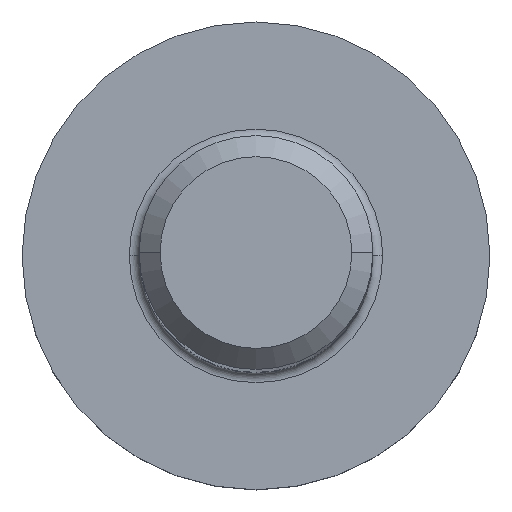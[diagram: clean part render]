
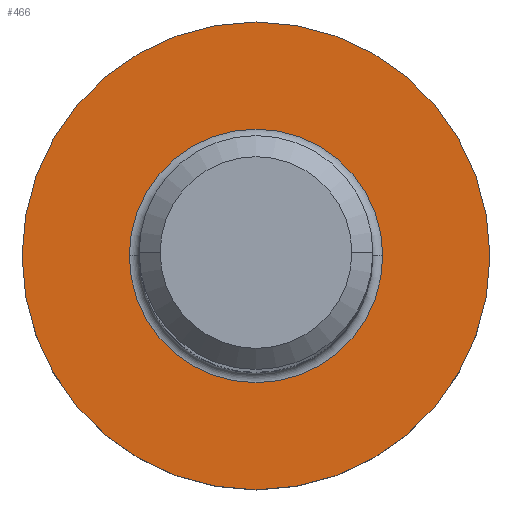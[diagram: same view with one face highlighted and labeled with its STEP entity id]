
A CAD part, top view. The second image highlights one B-rep face of the part: STEP entity #466.
In plain terms, the highlighted planar face has unit normal (0, 0, 1).
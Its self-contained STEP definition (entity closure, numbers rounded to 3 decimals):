
#58 = PLANE ( 'NONE',  #201 ) ;
#104 = DIRECTION ( 'NONE',  ( -1., 0., 0. ) ) ;
#127 = EDGE_CURVE ( 'E191', #911, #164, #290, .T. ) ;
#151 = CARTESIAN_POINT ( 'NONE',  ( 0., 0., 4.6 ) ) ;
#154 = EDGE_CURVE ( 'E189', #271, #896, #869, .T. ) ;
#163 = EDGE_LOOP ( 'NONE', ( #615, #480 ) ) ;
#164 = VERTEX_POINT ( 'NONE', #321 ) ;
#186 = DIRECTION ( 'NONE',  ( 0., 0., -1. ) ) ;
#201 = AXIS2_PLACEMENT_3D ( 'NONE', #428, #924, #501 ) ;
#213 = CARTESIAN_POINT ( 'NONE',  ( -6., 0., 4.6 ) ) ;
#228 = DIRECTION ( 'NONE',  ( -1., 0., 0. ) ) ;
#267 = CIRCLE ( 'NONE', #544, 3.25 ) ;
#271 = VERTEX_POINT ( 'NONE', #556 ) ;
#290 = CIRCLE ( 'NONE', #746, 6. ) ;
#304 = AXIS2_PLACEMENT_3D ( 'NONE', #474, #186, #104 ) ;
#321 = CARTESIAN_POINT ( 'NONE',  ( 6., 0., 4.6 ) ) ;
#330 = AXIS2_PLACEMENT_3D ( 'NONE', #151, #644, #228 ) ;
#333 = CARTESIAN_POINT ( 'NONE',  ( 0., 0., 4.6 ) ) ;
#406 = CIRCLE ( 'NONE', #330, 6. ) ;
#419 = EDGE_CURVE ( 'E189', #896, #271, #267, .T. ) ;
#428 = CARTESIAN_POINT ( 'NONE',  ( 0., 3.25, 4.6 ) ) ;
#429 = CARTESIAN_POINT ( 'NONE',  ( -3.25, 0., 4.6 ) ) ;
#432 = DIRECTION ( 'NONE',  ( -1., 0., 0. ) ) ;
#463 = DIRECTION ( 'NONE',  ( -1., 0., 0. ) ) ;
#466 = ADVANCED_FACE ( 'E190', ( #682, #693 ), #58, .F. ) ;
#474 = CARTESIAN_POINT ( 'NONE',  ( 0., 0., 4.6 ) ) ;
#480 = ORIENTED_EDGE ( 'NONE', *, *, #154, .T. ) ;
#501 = DIRECTION ( 'NONE',  ( -1., 0., 0. ) ) ;
#539 = ORIENTED_EDGE ( 'NONE', *, *, #574, .F. ) ;
#544 = AXIS2_PLACEMENT_3D ( 'NONE', #761, #766, #432 ) ;
#556 = CARTESIAN_POINT ( 'NONE',  ( 3.25, 0., 4.6 ) ) ;
#574 = EDGE_CURVE ( 'E191', #164, #911, #406, .T. ) ;
#615 = ORIENTED_EDGE ( 'NONE', *, *, #419, .T. ) ;
#644 = DIRECTION ( 'NONE',  ( 0., 0., -1. ) ) ;
#682 = FACE_OUTER_BOUND ( 'NONE', #861, .T. ) ;
#693 = FACE_BOUND ( 'NONE', #163, .T. ) ;
#740 = ORIENTED_EDGE ( 'NONE', *, *, #127, .F. ) ;
#746 = AXIS2_PLACEMENT_3D ( 'NONE', #333, #808, #463 ) ;
#761 = CARTESIAN_POINT ( 'NONE',  ( 0., 0., 4.6 ) ) ;
#766 = DIRECTION ( 'NONE',  ( 0., 0., -1. ) ) ;
#808 = DIRECTION ( 'NONE',  ( 0., 0., -1. ) ) ;
#861 = EDGE_LOOP ( 'NONE', ( #740, #539 ) ) ;
#869 = CIRCLE ( 'NONE', #304, 3.25 ) ;
#896 = VERTEX_POINT ( 'NONE', #429 ) ;
#911 = VERTEX_POINT ( 'NONE', #213 ) ;
#924 = DIRECTION ( 'NONE',  ( 0., 0., -1. ) ) ;
